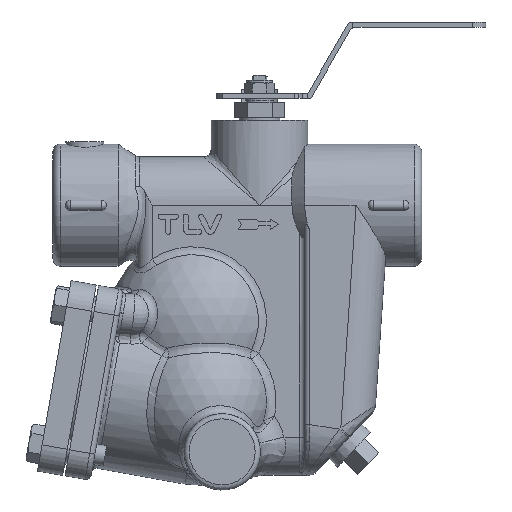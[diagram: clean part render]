
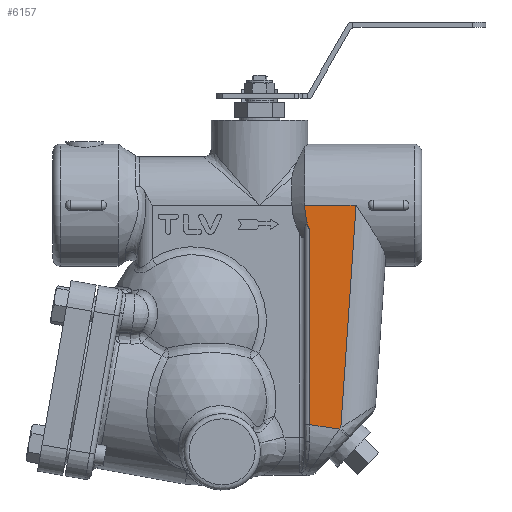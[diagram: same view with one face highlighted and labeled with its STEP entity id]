
A CAD part, front view. The second image highlights one B-rep face of the part: STEP entity #6157.
In plain terms, the highlighted planar face has unit normal (0, -1, 0).
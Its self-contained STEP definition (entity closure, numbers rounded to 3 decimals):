
#352=(
BOUNDED_CURVE()
B_SPLINE_CURVE(2,(#9743,#9744,#9745),.UNSPECIFIED.,.F.,.F.)
B_SPLINE_CURVE_WITH_KNOTS((3,3),(0.759,1.897),
 .UNSPECIFIED.)
CURVE()
GEOMETRIC_REPRESENTATION_ITEM()
RATIONAL_B_SPLINE_CURVE((1.08,1.125,1.125))
REPRESENTATION_ITEM('')
);
#812=LINE('',#10480,#1137);
#813=LINE('',#10482,#1138);
#814=LINE('',#10484,#1139);
#815=LINE('',#10486,#1140);
#816=LINE('',#10487,#1141);
#1137=VECTOR('',#8040,76.295);
#1138=VECTOR('',#8041,11.83);
#1139=VECTOR('',#8042,0.757);
#1140=VECTOR('',#8043,87.698);
#1141=VECTOR('',#8044,20.203);
#1330=PLANE('',#6735);
#1577=FACE_OUTER_BOUND('',#2014,.T.);
#2014=EDGE_LOOP('',(#4976,#4977,#4978,#4979,#4980,#4981));
#2790=VERTEX_POINT('',#9720);
#2791=VERTEX_POINT('',#9742);
#2942=VERTEX_POINT('',#10479);
#2943=VERTEX_POINT('',#10481);
#2944=VERTEX_POINT('',#10483);
#2945=VERTEX_POINT('',#10485);
#3474=EDGE_CURVE('',#2790,#2791,#352,.T.);
#3685=EDGE_CURVE('',#2942,#2790,#812,.T.);
#3686=EDGE_CURVE('',#2943,#2942,#813,.T.);
#3687=EDGE_CURVE('',#2944,#2943,#814,.T.);
#3688=EDGE_CURVE('',#2945,#2944,#815,.T.);
#3689=EDGE_CURVE('',#2945,#2791,#816,.T.);
#4976=ORIENTED_EDGE('',*,*,#3685,.F.);
#4977=ORIENTED_EDGE('',*,*,#3686,.F.);
#4978=ORIENTED_EDGE('',*,*,#3687,.F.);
#4979=ORIENTED_EDGE('',*,*,#3688,.F.);
#4980=ORIENTED_EDGE('',*,*,#3689,.T.);
#4981=ORIENTED_EDGE('',*,*,#3474,.F.);
#6157=ADVANCED_FACE('',(#1577),#1330,.T.);
#6735=AXIS2_PLACEMENT_3D('',#10478,#8038,#8039);
#8038=DIRECTION('center_axis',(0.,-1.,0.));
#8039=DIRECTION('ref_axis',(0.,0.,-1.));
#8040=DIRECTION('',(0.,0.,1.));
#8041=DIRECTION('',(-0.989,0.,0.148));
#8042=DIRECTION('',(-0.688,0.,-0.725));
#8043=DIRECTION('',(-0.068,0.,-0.998));
#8044=DIRECTION('',(-1.,0.,0.));
#9720=CARTESIAN_POINT('',(89.6,-24.,59.));
#9742=CARTESIAN_POINT('',(87.6,-24.,69.));
#9743=CARTESIAN_POINT('Ctrl Pts',(89.6,-24.,59.));
#9744=CARTESIAN_POINT('Ctrl Pts',(87.6,-24.,64.2));
#9745=CARTESIAN_POINT('Ctrl Pts',(87.6,-24.,69.));
#10478=CARTESIAN_POINT('Origin',(102.604,-24.,16.335));
#10479=CARTESIAN_POINT('',(89.6,-24.,-17.295));
#10480=CARTESIAN_POINT('',(89.6,-24.,-10.441));
#10481=CARTESIAN_POINT('',(101.3,-24.,-19.043));
#10482=CARTESIAN_POINT('',(106.835,-24.,-19.87));
#10483=CARTESIAN_POINT('',(101.822,-24.,-18.494));
#10484=CARTESIAN_POINT('',(126.848,-24.,7.879));
#10485=CARTESIAN_POINT('',(107.803,-24.,69.));
#10486=CARTESIAN_POINT('',(106.029,-24.,43.057));
#10487=CARTESIAN_POINT('',(110.6,-24.,69.));
